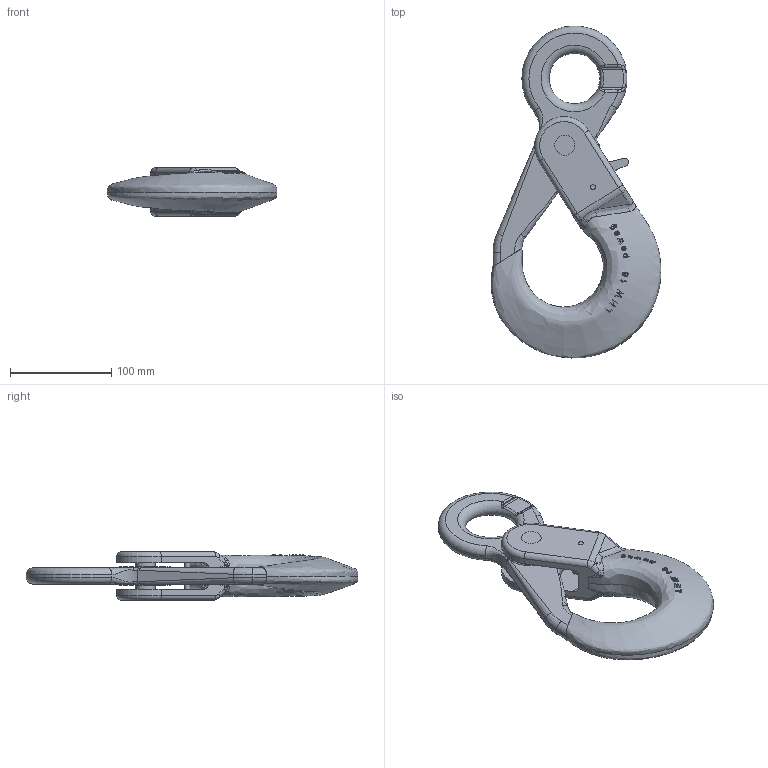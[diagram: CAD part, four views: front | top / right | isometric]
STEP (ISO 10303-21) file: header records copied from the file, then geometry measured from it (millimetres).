
FILE_DESCRIPTION(/* description */ (''),/* implementation_level */ '2;1');
FILE_NAME(/* name */ 'LHW 16 Kundenmodell',/* time_stamp */ '2010-01-14T08:20:01+01:00',/* author */ (''),/* organization */ (''),/* preprocessor_version */ 'ST-DEVELOPER v9',/* originating_system */ 'UGS - NX 4.0',/* authorisation */ '');
FILE_SCHEMA (('AUTOMOTIVE_DESIGN { 1 0 10303 214 1 1 1 1 }'));
Length unit declared in the file: millimetre
Products named in the file (1): rit969083uh
Bounding box: 167.88 x 328.34 x 48 mm (x, y, z)
Volume: 691012.1 mm3; surface area: 108838.6 mm2
Topology: 5 solids, 5 shells, 336 faces, 867 edges, 554 vertices
Faces by surface type: plane 106, extrusion 87, bspline 73, cylinder 49, torus 21
Full cylindrical faces by diameter (mm): 4.5 x1, 5 x3, 20 x4
Entity records: 23690 total; most frequent: CARTESIAN_POINT 16619, ORIENTED_EDGE 1696, DIRECTION 989, EDGE_CURVE 848, VERTEX_POINT 546, B_SPLINE_CURVE_WITH_KNOTS 499, EDGE_LOOP 374, VECTOR 339
